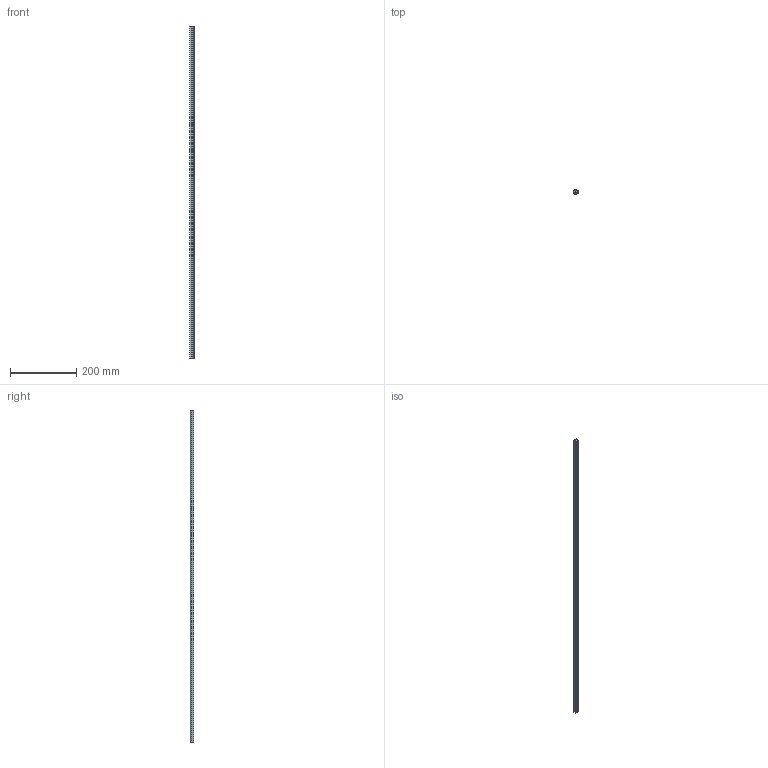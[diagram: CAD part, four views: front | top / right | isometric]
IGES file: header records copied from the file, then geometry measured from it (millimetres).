
Start section: SolidWorks IGES file using analytic representation for surfaces
Global section: file name: FC-779-3-4 1m.IGS,15; native system: HSolidWorks 2012; preprocessor: SolidWorks 2012; author: 1337yo; date: 131025.102934; units: millimetre
Bounding box: 12.5 x 11 x 1000 mm (x, y, z)
Surface area: 79946.4 mm2 (no closed solid volume)
Topology: 0 solids, 0 shells, 25 faces, 300 edges, 300 vertices
Faces by surface type: revolution 13, bspline 12
